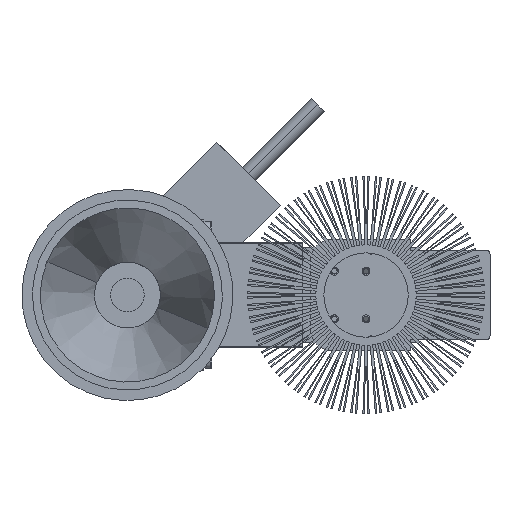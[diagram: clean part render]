
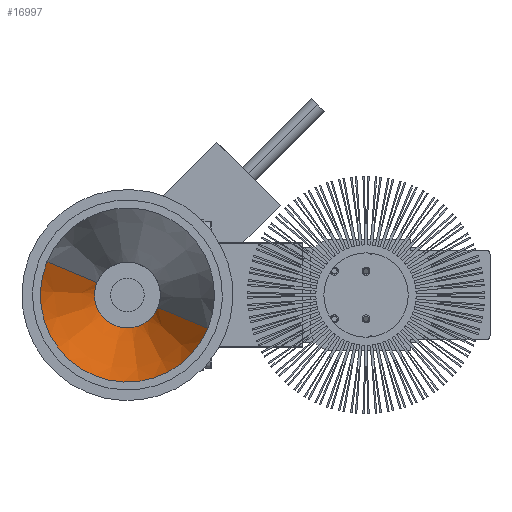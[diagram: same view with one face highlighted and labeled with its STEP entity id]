
A CAD part, left-side view. The second image highlights one B-rep face of the part: STEP entity #16997.
In plain terms, the highlighted conical face has half-angle 20.226 degrees and reference radius 12.5 mm.
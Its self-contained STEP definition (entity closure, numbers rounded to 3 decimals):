
#1609 = CARTESIAN_POINT ( 'NONE',  ( -161.64, 30.499, 12.601 ) ) ;
#2654 = VERTEX_POINT ( 'NONE', #8662 ) ;
#3139 = CIRCLE ( 'NONE', #23628, 12.5 ) ;
#3587 = DIRECTION ( 'NONE',  ( -0.938, 0.32, 0.132 ) ) ;
#5652 = VERTEX_POINT ( 'NONE', #20883 ) ;
#5701 = ORIENTED_EDGE ( 'NONE', *, *, #22250, .F. ) ;
#6099 = ORIENTED_EDGE ( 'NONE', *, *, #7746, .F. ) ;
#6610 = CARTESIAN_POINT ( 'NONE',  ( -161.64, -30.499, -12.601 ) ) ;
#7746 = EDGE_CURVE ( 'NONE', #2654, #26877, #22676, .T. ) ;
#8662 = CARTESIAN_POINT ( 'NONE',  ( -106., -11.553, -4.773 ) ) ;
#11725 = AXIS2_PLACEMENT_3D ( 'NONE', #25585, #31467, #22650 ) ;
#14940 = VECTOR ( 'NONE', #37564, 1000. ) ;
#15220 = CARTESIAN_POINT ( 'NONE',  ( -106., 11.553, 4.773 ) ) ;
#15943 = DIRECTION ( 'NONE',  ( 1., 0., 0. ) ) ;
#16051 = AXIS2_PLACEMENT_3D ( 'NONE', #33394, #15943, #36339 ) ;
#16312 = DIRECTION ( 'NONE',  ( 1., 0., 0. ) ) ;
#16997 = ADVANCED_FACE ( 'NONE', ( #23532 ), #37212, .F. ) ;
#17180 = CARTESIAN_POINT ( 'NONE',  ( -106., -11.553, -4.773 ) ) ;
#20876 = VECTOR ( 'NONE', #3587, 1000. ) ;
#20883 = CARTESIAN_POINT ( 'NONE',  ( -106., 11.553, 4.773 ) ) ;
#22250 = EDGE_CURVE ( 'NONE', #26877, #31409, #34685, .T. ) ;
#22650 = DIRECTION ( 'NONE',  ( 0., 0.924, 0.382 ) ) ;
#22676 = LINE ( 'NONE', #17180, #14940 ) ;
#23532 = FACE_OUTER_BOUND ( 'NONE', #27860, .T. ) ;
#23628 = AXIS2_PLACEMENT_3D ( 'NONE', #33752, #16312, #36694 ) ;
#23629 = ORIENTED_EDGE ( 'NONE', *, *, #29584, .T. ) ;
#25585 = CARTESIAN_POINT ( 'NONE',  ( -106., 0., 0. ) ) ;
#26877 = VERTEX_POINT ( 'NONE', #6610 ) ;
#27860 = EDGE_LOOP ( 'NONE', ( #6099, #35289, #23629, #5701 ) ) ;
#28576 = EDGE_CURVE ( 'NONE', #2654, #5652, #3139, .T. ) ;
#28603 = LINE ( 'NONE', #15220, #20876 ) ;
#29584 = EDGE_CURVE ( 'NONE', #5652, #31409, #28603, .T. ) ;
#31409 = VERTEX_POINT ( 'NONE', #1609 ) ;
#31467 = DIRECTION ( 'NONE',  ( -1., 0., 0. ) ) ;
#33394 = CARTESIAN_POINT ( 'NONE',  ( -161.64, 0., 0. ) ) ;
#33752 = CARTESIAN_POINT ( 'NONE',  ( -106., 0., 0. ) ) ;
#34685 = CIRCLE ( 'NONE', #16051, 33. ) ;
#35289 = ORIENTED_EDGE ( 'NONE', *, *, #28576, .T. ) ;
#36339 = DIRECTION ( 'NONE',  ( 0., -0.924, -0.382 ) ) ;
#36694 = DIRECTION ( 'NONE',  ( 0., -0.924, -0.382 ) ) ;
#37212 = CONICAL_SURFACE ( 'NONE', #11725, 12.5, 0.353 ) ;
#37564 = DIRECTION ( 'NONE',  ( -0.938, -0.32, -0.132 ) ) ;
